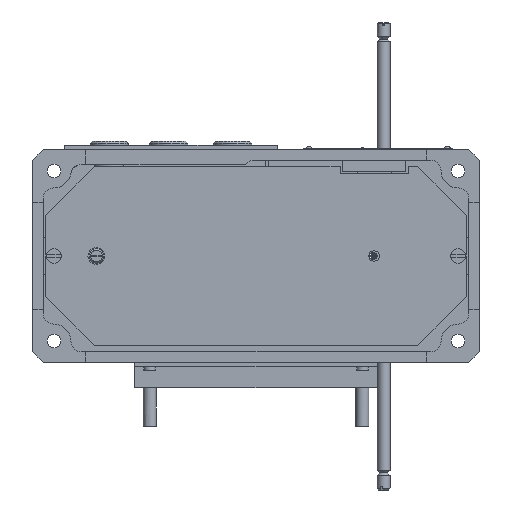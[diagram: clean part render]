
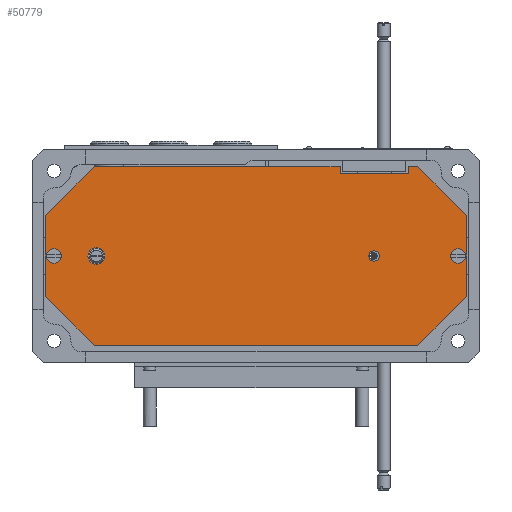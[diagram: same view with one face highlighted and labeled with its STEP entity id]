
A CAD part, front view. The second image highlights one B-rep face of the part: STEP entity #50779.
In plain terms, the highlighted planar face has unit normal (0, -1, 0).
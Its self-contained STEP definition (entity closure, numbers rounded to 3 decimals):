
#613 = LINE ( 'NONE', #18587, #10582 ) ;
#1744 = CARTESIAN_POINT ( 'NONE',  ( 200., 3., 0. ) ) ;
#1810 = VECTOR ( 'NONE', #59333, 1000. ) ;
#2375 = ORIENTED_EDGE ( 'NONE', *, *, #17885, .F. ) ;
#2852 = DIRECTION ( 'NONE',  ( 0., 1., 0. ) ) ;
#4296 = VECTOR ( 'NONE', #70291, 1000. ) ;
#4793 = DIRECTION ( 'NONE',  ( 0.707, 0., 0.707 ) ) ;
#5950 = VERTEX_POINT ( 'NONE', #5992 ) ;
#5958 = EDGE_LOOP ( 'NONE', ( #17013, #2375, #54920, #58875, #58968, #16521, #7058, #13056, #67987, #12823, #28058, #34716 ) ) ;
#5992 = CARTESIAN_POINT ( 'NONE',  ( 181., 3., 42. ) ) ;
#6399 = DIRECTION ( 'NONE',  ( 0., 0., -1. ) ) ;
#6767 = LINE ( 'NONE', #68629, #39656 ) ;
#6786 = CARTESIAN_POINT ( 'NONE',  ( 181., 3., -42. ) ) ;
#7058 = ORIENTED_EDGE ( 'NONE', *, *, #10502, .F. ) ;
#7423 = CARTESIAN_POINT ( 'NONE',  ( 144.5, 3., 42. ) ) ;
#8096 = EDGE_CURVE ( 'NONE', #44490, #15552, #29524, .T. ) ;
#8142 = VECTOR ( 'NONE', #74216, 1000. ) ;
#8743 = AXIS2_PLACEMENT_3D ( 'NONE', #26932, #59564, #31081 ) ;
#9640 = CARTESIAN_POINT ( 'NONE',  ( 30., 3., 4. ) ) ;
#10502 = EDGE_CURVE ( 'NONE', #55108, #73850, #61148, .T. ) ;
#10560 = LINE ( 'NONE', #21835, #18799 ) ;
#10582 = VECTOR ( 'NONE', #41456, 1000. ) ;
#10941 = CARTESIAN_POINT ( 'NONE',  ( 29., 3., -42. ) ) ;
#10957 = EDGE_CURVE ( 'NONE', #39874, #26677, #18545, .T. ) ;
#11182 = VERTEX_POINT ( 'NONE', #34094 ) ;
#12339 = FACE_BOUND ( 'NONE', #25760, .T. ) ;
#12604 = DIRECTION ( 'NONE',  ( 0., 1., 0. ) ) ;
#12823 = ORIENTED_EDGE ( 'NONE', *, *, #38409, .F. ) ;
#13056 = ORIENTED_EDGE ( 'NONE', *, *, #72501, .F. ) ;
#13332 = DIRECTION ( 'NONE',  ( -0.707, 0., 0.707 ) ) ;
#13906 = DIRECTION ( 'NONE',  ( 0., 0., 1. ) ) ;
#14110 = VERTEX_POINT ( 'NONE', #59446 ) ;
#14892 = EDGE_CURVE ( 'NONE', #70115, #70115, #17078, .T. ) ;
#15222 = DIRECTION ( 'NONE',  ( 0., 0., 1. ) ) ;
#15552 = VERTEX_POINT ( 'NONE', #30097 ) ;
#16511 = DIRECTION ( 'NONE',  ( 0., 0., -1. ) ) ;
#16521 = ORIENTED_EDGE ( 'NONE', *, *, #21509, .F. ) ;
#17013 = ORIENTED_EDGE ( 'NONE', *, *, #34870, .F. ) ;
#17078 = CIRCLE ( 'NONE', #58963, 2.15 ) ;
#17885 = EDGE_CURVE ( 'NONE', #44844, #14110, #44345, .T. ) ;
#18240 = LINE ( 'NONE', #47460, #67600 ) ;
#18545 = LINE ( 'NONE', #41416, #19155 ) ;
#18587 = CARTESIAN_POINT ( 'NONE',  ( 144.5, 3., 38.6 ) ) ;
#18799 = VECTOR ( 'NONE', #38353, 1000. ) ;
#19155 = VECTOR ( 'NONE', #53432, 1000. ) ;
#21509 = EDGE_CURVE ( 'NONE', #73850, #5950, #29406, .T. ) ;
#21813 = VECTOR ( 'NONE', #34539, 1000. ) ;
#21835 = CARTESIAN_POINT ( 'NONE',  ( 181., 3., 42. ) ) ;
#21926 = VERTEX_POINT ( 'NONE', #71685 ) ;
#22141 = PLANE ( 'NONE',  #51543 ) ;
#22904 = CARTESIAN_POINT ( 'NONE',  ( 200., 3., 2.15 ) ) ;
#23817 = CARTESIAN_POINT ( 'NONE',  ( 176.5, 3., 42. ) ) ;
#24476 = CARTESIAN_POINT ( 'NONE',  ( 144.5, 3., 42. ) ) ;
#25441 = DIRECTION ( 'NONE',  ( 0., 1., 0. ) ) ;
#25760 = EDGE_LOOP ( 'NONE', ( #61246 ) ) ;
#26677 = VERTEX_POINT ( 'NONE', #32369 ) ;
#26932 = CARTESIAN_POINT ( 'NONE',  ( 10., 3., 0. ) ) ;
#28058 = ORIENTED_EDGE ( 'NONE', *, *, #54834, .F. ) ;
#28194 = DIRECTION ( 'NONE',  ( -1., 0., 0. ) ) ;
#29406 = LINE ( 'NONE', #23817, #4296 ) ;
#29524 = LINE ( 'NONE', #7423, #8142 ) ;
#29770 = VECTOR ( 'NONE', #13906, 1000. ) ;
#30097 = CARTESIAN_POINT ( 'NONE',  ( 144.5, 3., 38.6 ) ) ;
#31081 = DIRECTION ( 'NONE',  ( 0., 0., 1. ) ) ;
#32369 = CARTESIAN_POINT ( 'NONE',  ( 6., 3., 19. ) ) ;
#32753 = CARTESIAN_POINT ( 'NONE',  ( 176.5, 3., 38.6 ) ) ;
#33423 = LINE ( 'NONE', #56290, #21813 ) ;
#33789 = CARTESIAN_POINT ( 'NONE',  ( 105., 3., -118. ) ) ;
#34080 = CARTESIAN_POINT ( 'NONE',  ( 176.5, 3., 42. ) ) ;
#34094 = CARTESIAN_POINT ( 'NONE',  ( 10., 3., 2.15 ) ) ;
#34534 = FACE_OUTER_BOUND ( 'NONE', #5958, .T. ) ;
#34539 = DIRECTION ( 'NONE',  ( -0.707, 0., -0.707 ) ) ;
#34716 = ORIENTED_EDGE ( 'NONE', *, *, #10957, .F. ) ;
#34870 = EDGE_CURVE ( 'NONE', #14110, #39874, #18240, .T. ) ;
#35531 = DIRECTION ( 'NONE',  ( 0., 0., 1. ) ) ;
#35923 = EDGE_CURVE ( 'NONE', #11182, #11182, #44634, .T. ) ;
#37062 = AXIS2_PLACEMENT_3D ( 'NONE', #49057, #25441, #43439 ) ;
#37237 = CARTESIAN_POINT ( 'NONE',  ( 29., 3., 42. ) ) ;
#38353 = DIRECTION ( 'NONE',  ( 0.707, 0., -0.707 ) ) ;
#38409 = EDGE_CURVE ( 'NONE', #21926, #44490, #48079, .T. ) ;
#38611 = CARTESIAN_POINT ( 'NONE',  ( 204., 3., -19. ) ) ;
#39656 = VECTOR ( 'NONE', #6399, 1000. ) ;
#39874 = VERTEX_POINT ( 'NONE', #68189 ) ;
#39882 = VERTEX_POINT ( 'NONE', #38611 ) ;
#41253 = ORIENTED_EDGE ( 'NONE', *, *, #35923, .T. ) ;
#41416 = CARTESIAN_POINT ( 'NONE',  ( 6., 3., -19. ) ) ;
#41456 = DIRECTION ( 'NONE',  ( 1., 0., 0. ) ) ;
#41684 = CIRCLE ( 'NONE', #50116, 2.5 ) ;
#43439 = DIRECTION ( 'NONE',  ( 0., 0., 1. ) ) ;
#44345 = LINE ( 'NONE', #10941, #51052 ) ;
#44483 = CARTESIAN_POINT ( 'NONE',  ( 160.5, 3., 2.5 ) ) ;
#44490 = VERTEX_POINT ( 'NONE', #24476 ) ;
#44634 = CIRCLE ( 'NONE', #8743, 2.15 ) ;
#44844 = VERTEX_POINT ( 'NONE', #6786 ) ;
#44887 = VERTEX_POINT ( 'NONE', #52878 ) ;
#45630 = EDGE_CURVE ( 'NONE', #5950, #44887, #10560, .T. ) ;
#46483 = DIRECTION ( 'NONE',  ( 0., -1., 0. ) ) ;
#47460 = CARTESIAN_POINT ( 'NONE',  ( 6., 3., -19. ) ) ;
#47462 = EDGE_CURVE ( 'NONE', #73022, #73022, #41684, .T. ) ;
#47911 = EDGE_CURVE ( 'NONE', #61727, #61727, #49025, .T. ) ;
#48079 = LINE ( 'NONE', #37237, #1810 ) ;
#49025 = CIRCLE ( 'NONE', #37062, 4. ) ;
#49057 = CARTESIAN_POINT ( 'NONE',  ( 30., 3., 0. ) ) ;
#50116 = AXIS2_PLACEMENT_3D ( 'NONE', #66579, #2852, #15222 ) ;
#50573 = VECTOR ( 'NONE', #4793, 1000. ) ;
#50779 = ADVANCED_FACE ( 'NONE', ( #62612, #68240, #34534, #12339, #62244 ), #22141, .T. ) ;
#51052 = VECTOR ( 'NONE', #28194, 1000. ) ;
#51543 = AXIS2_PLACEMENT_3D ( 'NONE', #33789, #46483, #16511 ) ;
#52331 = ORIENTED_EDGE ( 'NONE', *, *, #14892, .T. ) ;
#52878 = CARTESIAN_POINT ( 'NONE',  ( 204., 3., 19. ) ) ;
#53432 = DIRECTION ( 'NONE',  ( 0., 0., 1. ) ) ;
#53593 = EDGE_LOOP ( 'NONE', ( #70739 ) ) ;
#54329 = EDGE_LOOP ( 'NONE', ( #41253 ) ) ;
#54834 = EDGE_CURVE ( 'NONE', #26677, #21926, #66284, .T. ) ;
#54920 = ORIENTED_EDGE ( 'NONE', *, *, #64414, .F. ) ;
#55108 = VERTEX_POINT ( 'NONE', #32753 ) ;
#56290 = CARTESIAN_POINT ( 'NONE',  ( 181., 3., -42. ) ) ;
#58875 = ORIENTED_EDGE ( 'NONE', *, *, #73470, .F. ) ;
#58963 = AXIS2_PLACEMENT_3D ( 'NONE', #1744, #12604, #35531 ) ;
#58968 = ORIENTED_EDGE ( 'NONE', *, *, #45630, .F. ) ;
#59333 = DIRECTION ( 'NONE',  ( 1., 0., 0. ) ) ;
#59446 = CARTESIAN_POINT ( 'NONE',  ( 29., 3., -42. ) ) ;
#59564 = DIRECTION ( 'NONE',  ( 0., 1., 0. ) ) ;
#59781 = EDGE_LOOP ( 'NONE', ( #52331 ) ) ;
#61148 = LINE ( 'NONE', #65272, #29770 ) ;
#61246 = ORIENTED_EDGE ( 'NONE', *, *, #47911, .T. ) ;
#61727 = VERTEX_POINT ( 'NONE', #9640 ) ;
#62244 = FACE_BOUND ( 'NONE', #53593, .T. ) ;
#62612 = FACE_BOUND ( 'NONE', #59781, .T. ) ;
#64414 = EDGE_CURVE ( 'NONE', #39882, #44844, #33423, .T. ) ;
#65272 = CARTESIAN_POINT ( 'NONE',  ( 176.5, 3., 38.6 ) ) ;
#66284 = LINE ( 'NONE', #73408, #50573 ) ;
#66579 = CARTESIAN_POINT ( 'NONE',  ( 160.5, 3., 0. ) ) ;
#67600 = VECTOR ( 'NONE', #13332, 1000. ) ;
#67987 = ORIENTED_EDGE ( 'NONE', *, *, #8096, .F. ) ;
#68189 = CARTESIAN_POINT ( 'NONE',  ( 6., 3., -19. ) ) ;
#68240 = FACE_BOUND ( 'NONE', #54329, .T. ) ;
#68629 = CARTESIAN_POINT ( 'NONE',  ( 204., 3., -19. ) ) ;
#70115 = VERTEX_POINT ( 'NONE', #22904 ) ;
#70291 = DIRECTION ( 'NONE',  ( 1., 0., 0. ) ) ;
#70739 = ORIENTED_EDGE ( 'NONE', *, *, #47462, .T. ) ;
#71685 = CARTESIAN_POINT ( 'NONE',  ( 29., 3., 42. ) ) ;
#72501 = EDGE_CURVE ( 'NONE', #15552, #55108, #613, .T. ) ;
#73022 = VERTEX_POINT ( 'NONE', #44483 ) ;
#73408 = CARTESIAN_POINT ( 'NONE',  ( 6., 3., 19. ) ) ;
#73470 = EDGE_CURVE ( 'NONE', #44887, #39882, #6767, .T. ) ;
#73850 = VERTEX_POINT ( 'NONE', #34080 ) ;
#74216 = DIRECTION ( 'NONE',  ( 0., 0., -1. ) ) ;
